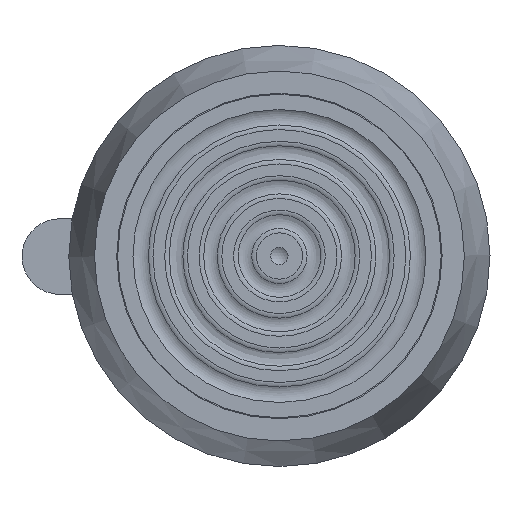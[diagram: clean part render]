
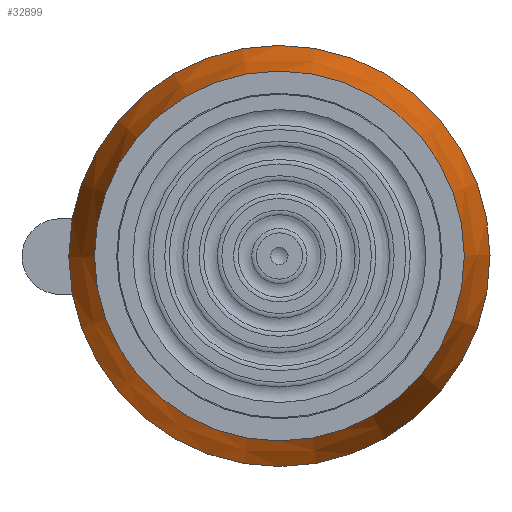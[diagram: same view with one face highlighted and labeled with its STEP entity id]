
A CAD part, left-side view. The second image highlights one B-rep face of the part: STEP entity #32899.
In plain terms, the highlighted conical face has half-angle 15 degrees and reference radius 20.66 mm.
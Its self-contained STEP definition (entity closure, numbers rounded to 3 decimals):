
#664=CONICAL_SURFACE('',#35138,20.66,0.262);
#3606=FACE_OUTER_BOUND('',#5519,.T.);
#5519=EDGE_LOOP('',(#30843,#30844,#30845,#30846));
#6214=CIRCLE('',#35112,19.321);
#6223=CIRCLE('',#35139,22.);
#10255=LINE('',#97251,#13275);
#13275=VECTOR('',#42500,20.66);
#16413=VERTEX_POINT('',#93193);
#16444=VERTEX_POINT('',#97249);
#21196=EDGE_CURVE('',#16413,#16413,#6214,.T.);
#21247=EDGE_CURVE('',#16444,#16444,#6223,.T.);
#21248=EDGE_CURVE('',#16444,#16413,#10255,.T.);
#30843=ORIENTED_EDGE('',*,*,#21247,.F.);
#30844=ORIENTED_EDGE('',*,*,#21248,.T.);
#30845=ORIENTED_EDGE('',*,*,#21196,.T.);
#30846=ORIENTED_EDGE('',*,*,#21248,.F.);
#32899=ADVANCED_FACE('',(#3606),#664,.T.);
#35112=AXIS2_PLACEMENT_3D('',#93194,#42423,#42424);
#35138=AXIS2_PLACEMENT_3D('',#97248,#42496,#42497);
#35139=AXIS2_PLACEMENT_3D('',#97250,#42498,#42499);
#42423=DIRECTION('center_axis',(1.,0.,0.));
#42424=DIRECTION('ref_axis',(0.,0.,-1.));
#42496=DIRECTION('center_axis',(1.,0.,0.));
#42497=DIRECTION('ref_axis',(0.,1.,0.));
#42498=DIRECTION('center_axis',(1.,0.,0.));
#42499=DIRECTION('ref_axis',(0.,0.,-1.));
#42500=DIRECTION('',(-0.966,0.259,0.));
#93193=CARTESIAN_POINT('',(-38.,-19.321,0.));
#93194=CARTESIAN_POINT('Origin',(-38.,0.,0.));
#97248=CARTESIAN_POINT('Origin',(-33.,0.,0.));
#97249=CARTESIAN_POINT('',(-28.,-22.,0.));
#97250=CARTESIAN_POINT('Origin',(-28.,0.,0.));
#97251=CARTESIAN_POINT('',(-33.,-20.66,0.));
